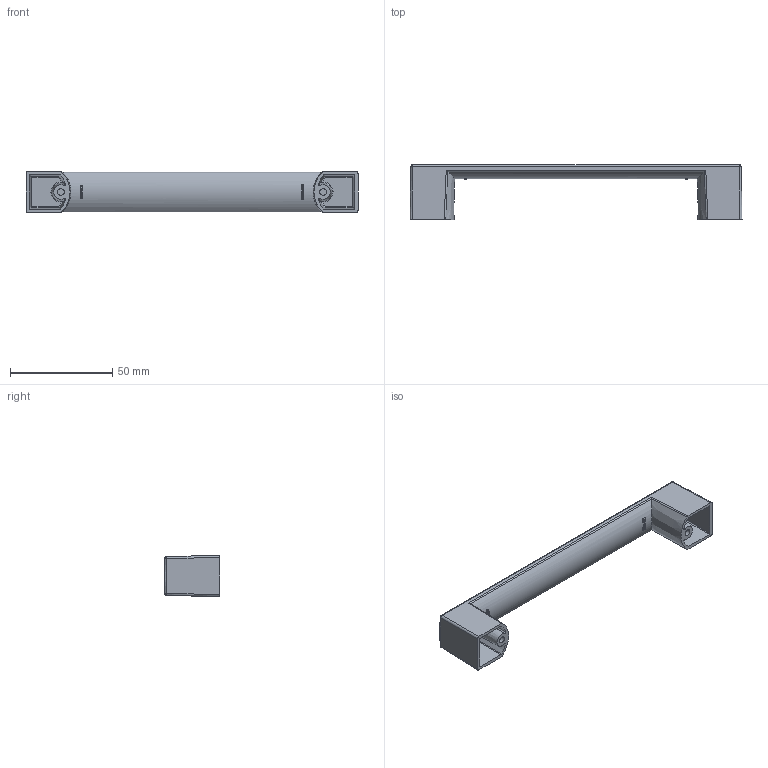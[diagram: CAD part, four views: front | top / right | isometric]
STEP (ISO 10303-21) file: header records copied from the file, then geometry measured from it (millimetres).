
FILE_DESCRIPTION(('Creo Elements/Direct Modeling STEP Export'),'2;1');
FILE_NAME('2157-161.stp','2022-05-31T11:24:34',(''),(''),'Creo Elements/Direct Modeling STEP processor for AP214 (Solid Model)','Creo Elements/Direct Modeling 20.0 12-Nov-2016 (C) Parametric Technology GmbH','');
FILE_SCHEMA(('AUTOMOTIVE_DESIGN { 1 0 10303 214 1 1 1 1 }'));
Length unit declared in the file: millimetre
Products named in the file (1): Griff
Bounding box: 162 x 26.87 x 20 mm (x, y, z)
Volume: 22753.8 mm3; surface area: 14729.4 mm2
Topology: 1 solids, 1 shells, 410 faces, 1117 edges, 726 vertices
Faces by surface type: plane 281, cylinder 61, bspline 50, cone 8, torus 6, sphere 4
Entity records: 21184 total; most frequent: CARTESIAN_POINT 10911, ORIENTED_EDGE 2226, DIRECTION 2117, EDGE_CURVE 1113, AXIS2_PLACEMENT_3D 854, VERTEX_POINT 726, EDGE_LOOP 431, FACE_OUTER_BOUND 410
